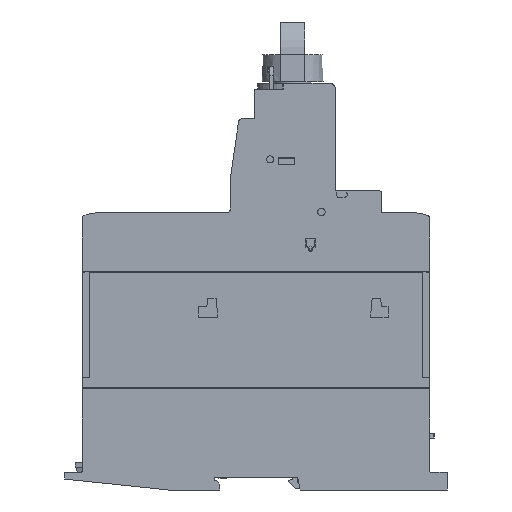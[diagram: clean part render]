
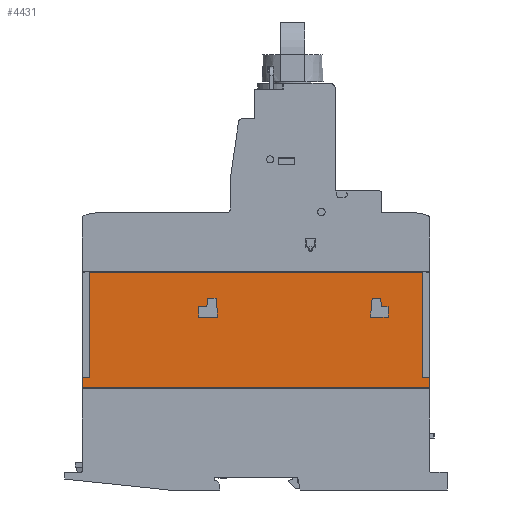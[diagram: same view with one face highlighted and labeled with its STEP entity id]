
A CAD part, left-side view. The second image highlights one B-rep face of the part: STEP entity #4431.
In plain terms, the highlighted planar face has unit normal (-1, 0, 0).
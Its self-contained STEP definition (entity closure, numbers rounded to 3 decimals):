
#4431 = ADVANCED_FACE( '', ( #9279, #9280, #9281 ), #9282, .F. );
#9279 = FACE_BOUND( '', #14472, .T. );
#9280 = FACE_BOUND( '', #14473, .T. );
#9281 = FACE_OUTER_BOUND( '', #14474, .T. );
#9282 = PLANE( '', #14475 );
#14472 = EDGE_LOOP( '', ( #28502, #28503, #28504, #28505, #28506, #28507 ) );
#14473 = EDGE_LOOP( '', ( #28508, #28509, #28510, #28511, #28512, #28513 ) );
#14474 = EDGE_LOOP( '', ( #28514, #28515, #28516, #28517, #28518, #28519, #28520, #28521 ) );
#14475 = AXIS2_PLACEMENT_3D( '', #28522, #28523, #28524 );
#28502 = ORIENTED_EDGE( '', *, *, #34049, .F. );
#28503 = ORIENTED_EDGE( '', *, *, #36788, .F. );
#28504 = ORIENTED_EDGE( '', *, *, #36557, .F. );
#28505 = ORIENTED_EDGE( '', *, *, #37444, .F. );
#28506 = ORIENTED_EDGE( '', *, *, #33824, .F. );
#28507 = ORIENTED_EDGE( '', *, *, #36317, .F. );
#28508 = ORIENTED_EDGE( '', *, *, #37640, .F. );
#28509 = ORIENTED_EDGE( '', *, *, #36875, .F. );
#28510 = ORIENTED_EDGE( '', *, *, #34774, .F. );
#28511 = ORIENTED_EDGE( '', *, *, #37641, .F. );
#28512 = ORIENTED_EDGE( '', *, *, #32197, .F. );
#28513 = ORIENTED_EDGE( '', *, *, #37642, .F. );
#28514 = ORIENTED_EDGE( '', *, *, #32666, .F. );
#28515 = ORIENTED_EDGE( '', *, *, #37401, .F. );
#28516 = ORIENTED_EDGE( '', *, *, #32523, .F. );
#28517 = ORIENTED_EDGE( '', *, *, #33398, .F. );
#28518 = ORIENTED_EDGE( '', *, *, #37497, .F. );
#28519 = ORIENTED_EDGE( '', *, *, #37643, .F. );
#28520 = ORIENTED_EDGE( '', *, *, #35775, .F. );
#28521 = ORIENTED_EDGE( '', *, *, #36045, .F. );
#28522 = CARTESIAN_POINT( '', ( 0., 49.5, 170.18 ) );
#28523 = DIRECTION( '', ( 1., 0., 0. ) );
#28524 = DIRECTION( '', ( 0., 0., -1. ) );
#32197 = EDGE_CURVE( '', #39020, #39022, #39023, .T. );
#32523 = EDGE_CURVE( '', #39609, #39610, #39611, .T. );
#32666 = EDGE_CURVE( '', #39870, #39871, #39872, .T. );
#33398 = EDGE_CURVE( '', #41157, #39609, #41159, .T. );
#33824 = EDGE_CURVE( '', #41863, #41864, #41865, .T. );
#34049 = EDGE_CURVE( '', #42221, #42222, #42223, .T. );
#34774 = EDGE_CURVE( '', #43375, #43377, #43378, .T. );
#35775 = EDGE_CURVE( '', #44834, #44836, #44837, .T. );
#36045 = EDGE_CURVE( '', #39871, #44834, #45204, .T. );
#36317 = EDGE_CURVE( '', #42222, #41863, #45562, .T. );
#36557 = EDGE_CURVE( '', #45871, #45872, #45873, .T. );
#36788 = EDGE_CURVE( '', #45872, #42221, #46169, .T. );
#36875 = EDGE_CURVE( '', #43377, #46277, #46278, .T. );
#37401 = EDGE_CURVE( '', #39610, #39870, #46906, .T. );
#37444 = EDGE_CURVE( '', #41864, #45871, #46953, .T. );
#37497 = EDGE_CURVE( '', #47016, #41157, #47017, .T. );
#37640 = EDGE_CURVE( '', #46277, #47173, #47174, .T. );
#37641 = EDGE_CURVE( '', #39022, #43375, #47175, .T. );
#37642 = EDGE_CURVE( '', #47173, #39020, #47176, .T. );
#37643 = EDGE_CURVE( '', #44836, #47016, #47177, .T. );
#39020 = VERTEX_POINT( '', #48915 );
#39022 = VERTEX_POINT( '', #48918 );
#39023 = LINE( '', #48919, #48920 );
#39609 = VERTEX_POINT( '', #49726 );
#39610 = VERTEX_POINT( '', #49727 );
#39611 = LINE( '', #49728, #49729 );
#39870 = VERTEX_POINT( '', #50085 );
#39871 = VERTEX_POINT( '', #50086 );
#39872 = LINE( '', #50087, #50088 );
#41157 = VERTEX_POINT( '', #51940 );
#41159 = LINE( '', #51943, #51944 );
#41863 = VERTEX_POINT( '', #52945 );
#41864 = VERTEX_POINT( '', #52946 );
#41865 = LINE( '', #52947, #52948 );
#42221 = VERTEX_POINT( '', #53460 );
#42222 = VERTEX_POINT( '', #53461 );
#42223 = LINE( '', #53462, #53463 );
#43375 = VERTEX_POINT( '', #55070 );
#43377 = VERTEX_POINT( '', #55073 );
#43378 = LINE( '', #55074, #55075 );
#44834 = VERTEX_POINT( '', #57225 );
#44836 = VERTEX_POINT( '', #57228 );
#44837 = LINE( '', #57229, #57230 );
#45204 = LINE( '', #57779, #57780 );
#45562 = LINE( '', #58314, #58315 );
#45871 = VERTEX_POINT( '', #58759 );
#45872 = VERTEX_POINT( '', #58760 );
#45873 = LINE( '', #58761, #58762 );
#46169 = LINE( '', #59185, #59186 );
#46277 = VERTEX_POINT( '', #59343 );
#46278 = LINE( '', #59344, #59345 );
#46906 = LINE( '', #60278, #60279 );
#46953 = LINE( '', #60343, #60344 );
#47016 = VERTEX_POINT( '', #60434 );
#47017 = LINE( '', #60435, #60436 );
#47173 = VERTEX_POINT( '', #60675 );
#47174 = LINE( '', #60676, #60677 );
#47175 = LINE( '', #60678, #60679 );
#47176 = LINE( '', #60680, #60681 );
#47177 = LINE( '', #60682, #60683 );
#48915 = CARTESIAN_POINT( '', ( 0., 27.894, 77.7 ) );
#48918 = CARTESIAN_POINT( '', ( 0., 28.2, 81.2 ) );
#48919 = CARTESIAN_POINT( '', ( 0., 27.894, 77.7 ) );
#48920 = VECTOR( '', #61916, 1000. );
#49726 = CARTESIAN_POINT( '', ( 0., 151.65, 92.3 ) );
#49727 = CARTESIAN_POINT( '', ( 0., 10.5, 92.3 ) );
#49728 = CARTESIAN_POINT( '', ( 0., 154.35, 92.3 ) );
#49729 = VECTOR( '', #62323, 1000. );
#50085 = CARTESIAN_POINT( '', ( 0., 10.5, 47.5 ) );
#50086 = CARTESIAN_POINT( '', ( 0., 7.5, 47.5 ) );
#50087 = CARTESIAN_POINT( '', ( 0., 10.5, 47.5 ) );
#50088 = VECTOR( '', #62505, 1000. );
#51940 = CARTESIAN_POINT( '', ( 0., 151.65, 47.5 ) );
#51943 = CARTESIAN_POINT( '', ( 0., 151.65, 47.5 ) );
#51944 = VECTOR( '', #63391, 1000. );
#52945 = CARTESIAN_POINT( '', ( 0., 97.9, 81.2 ) );
#52946 = CARTESIAN_POINT( '', ( 0., 101.5, 81.2 ) );
#52947 = CARTESIAN_POINT( '', ( 0., 97.9, 81.2 ) );
#52948 = VECTOR( '', #63862, 1000. );
#53460 = CARTESIAN_POINT( '', ( 0., 105.3, 73.2 ) );
#53461 = CARTESIAN_POINT( '', ( 0., 97.2, 73.2 ) );
#53462 = CARTESIAN_POINT( '', ( 0., 105.3, 73.2 ) );
#53463 = VECTOR( '', #64082, 1000. );
#55070 = CARTESIAN_POINT( '', ( 0., 31.8, 81.2 ) );
#55073 = CARTESIAN_POINT( '', ( 0., 32.5, 73.2 ) );
#55074 = CARTESIAN_POINT( '', ( 0., 31.8, 81.2 ) );
#55075 = VECTOR( '', #64908, 1000. );
#57225 = CARTESIAN_POINT( '', ( 0., 7.5, 43.2 ) );
#57228 = CARTESIAN_POINT( '', ( 0., 154.65, 43.2 ) );
#57229 = CARTESIAN_POINT( '', ( 0., 0., 43.2 ) );
#57230 = VECTOR( '', #65891, 1000. );
#57779 = CARTESIAN_POINT( '', ( 0., 7.5, 92. ) );
#57780 = VECTOR( '', #66166, 1000. );
#58314 = CARTESIAN_POINT( '', ( 0., 97.2, 73.2 ) );
#58315 = VECTOR( '', #66421, 1000. );
#58759 = CARTESIAN_POINT( '', ( 0., 101.806, 77.7 ) );
#58760 = CARTESIAN_POINT( '', ( 0., 105.3, 77.7 ) );
#58761 = CARTESIAN_POINT( '', ( 0., 101.806, 77.7 ) );
#58762 = VECTOR( '', #66647, 1000. );
#59185 = CARTESIAN_POINT( '', ( 0., 105.3, 77.7 ) );
#59186 = VECTOR( '', #66868, 1000. );
#59343 = CARTESIAN_POINT( '', ( 0., 25.035, 73.2 ) );
#59344 = CARTESIAN_POINT( '', ( 0., 32.5, 73.2 ) );
#59345 = VECTOR( '', #66945, 1000. );
#60278 = CARTESIAN_POINT( '', ( 0., 10.5, 92.7 ) );
#60279 = VECTOR( '', #67376, 1000. );
#60343 = CARTESIAN_POINT( '', ( 0., 101.5, 81.2 ) );
#60344 = VECTOR( '', #67412, 1000. );
#60434 = CARTESIAN_POINT( '', ( 0., 154.65, 47.5 ) );
#60435 = CARTESIAN_POINT( '', ( 0., 154.65, 47.5 ) );
#60436 = VECTOR( '', #67449, 1000. );
#60675 = CARTESIAN_POINT( '', ( 0., 25.074, 77.7 ) );
#60676 = CARTESIAN_POINT( '', ( 0., 25.035, 73.2 ) );
#60677 = VECTOR( '', #67549, 1000. );
#60678 = CARTESIAN_POINT( '', ( 0., 28.2, 81.2 ) );
#60679 = VECTOR( '', #67550, 1000. );
#60680 = CARTESIAN_POINT( '', ( 0., 25.074, 77.7 ) );
#60681 = VECTOR( '', #67551, 1000. );
#60682 = CARTESIAN_POINT( '', ( 0., 154.65, 8. ) );
#60683 = VECTOR( '', #67552, 1000. );
#61916 = DIRECTION( '', ( 0., 0.087, 0.996 ) );
#62323 = DIRECTION( '', ( 0., -1., 0. ) );
#62505 = DIRECTION( '', ( 0., -1., 0. ) );
#63391 = DIRECTION( '', ( 0., 0., 1. ) );
#63862 = DIRECTION( '', ( 0., 1., 0. ) );
#64082 = DIRECTION( '', ( 0., -1., 0. ) );
#64908 = DIRECTION( '', ( 0., 0.087, -0.996 ) );
#65891 = DIRECTION( '', ( 0., 1., 0. ) );
#66166 = DIRECTION( '', ( 0., 0., -1. ) );
#66421 = DIRECTION( '', ( 0., 0.087, 0.996 ) );
#66647 = DIRECTION( '', ( 0., 1., 0. ) );
#66868 = DIRECTION( '', ( 0., 0., -1. ) );
#66945 = DIRECTION( '', ( 0., -1., 0. ) );
#67376 = DIRECTION( '', ( 0., 0., -1. ) );
#67412 = DIRECTION( '', ( 0., 0.087, -0.996 ) );
#67449 = DIRECTION( '', ( 0., -1., 0. ) );
#67549 = DIRECTION( '', ( 0., 0.009, 1. ) );
#67550 = DIRECTION( '', ( 0., 1., 0. ) );
#67551 = DIRECTION( '', ( 0., 1., 0. ) );
#67552 = DIRECTION( '', ( 0., 0., 1. ) );
